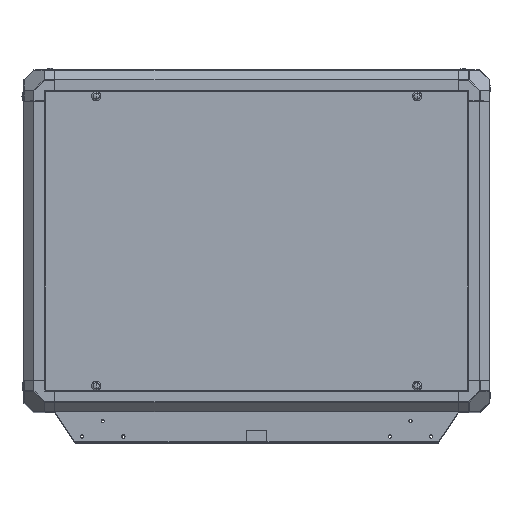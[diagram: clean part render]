
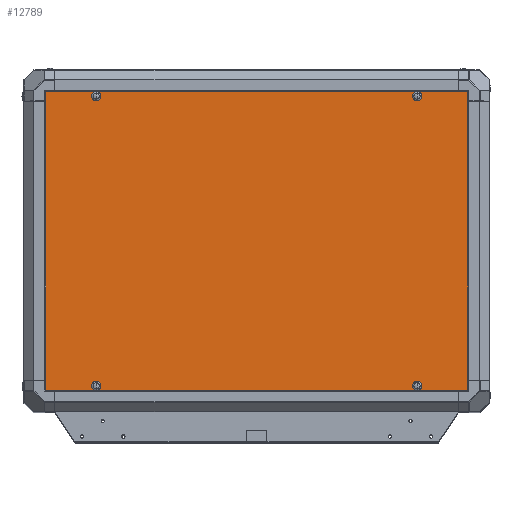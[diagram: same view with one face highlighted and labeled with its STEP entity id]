
A CAD part, top view. The second image highlights one B-rep face of the part: STEP entity #12789.
In plain terms, the highlighted planar face has unit normal (0, 0, 1).
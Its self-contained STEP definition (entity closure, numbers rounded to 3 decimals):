
#147 = CARTESIAN_POINT ( 'NONE',  ( 310., 579.8, 590. ) ) ;
#273 = EDGE_CURVE ( 'NONE', #13227, #51476, #39059, .T. ) ;
#604 = DIRECTION ( 'NONE',  ( 1., 0., 0. ) ) ;
#888 = CIRCLE ( 'NONE', #66841, 6. ) ;
#1201 = CARTESIAN_POINT ( 'NONE',  ( 304., 579.8, 590. ) ) ;
#2143 = EDGE_CURVE ( 'NONE', #47570, #58800, #23128, .T. ) ;
#2768 = EDGE_CURVE ( 'NONE', #81720, #3196, #888, .T. ) ;
#3196 = VERTEX_POINT ( 'NONE', #1201 ) ;
#3331 = CARTESIAN_POINT ( 'NONE',  ( -408.013, 588.093, 590. ) ) ;
#4415 = CARTESIAN_POINT ( 'NONE',  ( 0., 299.8, 590. ) ) ;
#4534 = AXIS2_PLACEMENT_3D ( 'NONE', #44213, #64430, #82965 ) ;
#6316 = EDGE_CURVE ( 'NONE', #74117, #50605, #27434, .T. ) ;
#7605 = VECTOR ( 'NONE', #28896, 1000. ) ;
#8455 = ORIENTED_EDGE ( 'NONE', *, *, #18659, .F. ) ;
#9704 = CARTESIAN_POINT ( 'NONE',  ( 408.013, 11.507, 590. ) ) ;
#10082 = CIRCLE ( 'NONE', #40300, 6. ) ;
#11140 = DIRECTION ( 'NONE',  ( -1., 0., 0. ) ) ;
#12098 = AXIS2_PLACEMENT_3D ( 'NONE', #29190, #24014, #49415 ) ;
#12789 = ADVANCED_FACE ( 'NONE', ( #76302, #77141, #63821, #50890, #81942 ), #29832, .T. ) ;
#13227 = VERTEX_POINT ( 'NONE', #55760 ) ;
#14350 = DIRECTION ( 'NONE',  ( 0., 0., 1. ) ) ;
#16124 = CARTESIAN_POINT ( 'NONE',  ( 310., 19.8, 590. ) ) ;
#16927 = EDGE_LOOP ( 'NONE', ( #36460, #68082, #51245, #38232 ) ) ;
#17390 = DIRECTION ( 'NONE',  ( 1., 0., 0. ) ) ;
#17768 = ORIENTED_EDGE ( 'NONE', *, *, #66418, .F. ) ;
#17967 = VERTEX_POINT ( 'NONE', #44443 ) ;
#18020 = CARTESIAN_POINT ( 'NONE',  ( 408.043, 588.063, 590. ) ) ;
#18659 = EDGE_CURVE ( 'NONE', #50605, #74117, #68532, .T. ) ;
#20566 = AXIS2_PLACEMENT_3D ( 'NONE', #60900, #46698, #35074 ) ;
#21513 = ORIENTED_EDGE ( 'NONE', *, *, #6316, .F. ) ;
#22529 = VERTEX_POINT ( 'NONE', #29666 ) ;
#22747 = CARTESIAN_POINT ( 'NONE',  ( 408.013, 588.063, 590. ) ) ;
#23128 = LINE ( 'NONE', #3331, #50300 ) ;
#23814 = CARTESIAN_POINT ( 'NONE',  ( 316., 19.8, 590. ) ) ;
#23938 = EDGE_LOOP ( 'NONE', ( #26452, #77504 ) ) ;
#24014 = DIRECTION ( 'NONE',  ( 0., 0., 1. ) ) ;
#24447 = CARTESIAN_POINT ( 'NONE',  ( -304., 19.8, 590. ) ) ;
#26452 = ORIENTED_EDGE ( 'NONE', *, *, #2768, .F. ) ;
#27434 = CIRCLE ( 'NONE', #57694, 6. ) ;
#28896 = DIRECTION ( 'NONE',  ( 1., 0., 0. ) ) ;
#29183 = EDGE_CURVE ( 'NONE', #17967, #63310, #53559, .T. ) ;
#29190 = CARTESIAN_POINT ( 'NONE',  ( 310., 19.8, 590. ) ) ;
#29666 = CARTESIAN_POINT ( 'NONE',  ( 408.013, 11.537, 590. ) ) ;
#29707 = EDGE_CURVE ( 'NONE', #33227, #47570, #49892, .T. ) ;
#29832 = PLANE ( 'NONE',  #31849 ) ;
#31849 = AXIS2_PLACEMENT_3D ( 'NONE', #4415, #36728, #83608 ) ;
#32208 = ORIENTED_EDGE ( 'NONE', *, *, #29183, .F. ) ;
#33227 = VERTEX_POINT ( 'NONE', #22747 ) ;
#35074 = DIRECTION ( 'NONE',  ( 1., 0., 0. ) ) ;
#36460 = ORIENTED_EDGE ( 'NONE', *, *, #2143, .T. ) ;
#36728 = DIRECTION ( 'NONE',  ( 0., 0., 1. ) ) ;
#36887 = DIRECTION ( 'NONE',  ( 0., -1., 0. ) ) ;
#38232 = ORIENTED_EDGE ( 'NONE', *, *, #29707, .T. ) ;
#39059 = CIRCLE ( 'NONE', #41843, 6. ) ;
#39765 = CARTESIAN_POINT ( 'NONE',  ( -310., 19.8, 590. ) ) ;
#40300 = AXIS2_PLACEMENT_3D ( 'NONE', #39765, #46227, #72492 ) ;
#41843 = AXIS2_PLACEMENT_3D ( 'NONE', #51146, #50302, #51573 ) ;
#44213 = CARTESIAN_POINT ( 'NONE',  ( -310., 579.8, 590. ) ) ;
#44443 = CARTESIAN_POINT ( 'NONE',  ( -304., 579.8, 590. ) ) ;
#46227 = DIRECTION ( 'NONE',  ( 0., 0., 1. ) ) ;
#46698 = DIRECTION ( 'NONE',  ( 0., 0., 1. ) ) ;
#47570 = VERTEX_POINT ( 'NONE', #72287 ) ;
#49415 = DIRECTION ( 'NONE',  ( 1., 0., 0. ) ) ;
#49892 = LINE ( 'NONE', #18020, #66045 ) ;
#50300 = VECTOR ( 'NONE', #36887, 1000. ) ;
#50302 = DIRECTION ( 'NONE',  ( 0., 0., 1. ) ) ;
#50605 = VERTEX_POINT ( 'NONE', #23814 ) ;
#50890 = FACE_BOUND ( 'NONE', #72736, .T. ) ;
#51146 = CARTESIAN_POINT ( 'NONE',  ( -310., 19.8, 590. ) ) ;
#51245 = ORIENTED_EDGE ( 'NONE', *, *, #61897, .T. ) ;
#51476 = VERTEX_POINT ( 'NONE', #24447 ) ;
#51478 = CIRCLE ( 'NONE', #65251, 6. ) ;
#51573 = DIRECTION ( 'NONE',  ( 1., 0., 0. ) ) ;
#51983 = EDGE_CURVE ( 'NONE', #58800, #22529, #63319, .T. ) ;
#53559 = CIRCLE ( 'NONE', #20566, 6. ) ;
#54062 = CIRCLE ( 'NONE', #4534, 6. ) ;
#54816 = DIRECTION ( 'NONE',  ( 0., 0., 1. ) ) ;
#54901 = LINE ( 'NONE', #9704, #57638 ) ;
#55616 = CARTESIAN_POINT ( 'NONE',  ( -408.043, 11.537, 590. ) ) ;
#55760 = CARTESIAN_POINT ( 'NONE',  ( -316., 19.8, 590. ) ) ;
#56194 = ORIENTED_EDGE ( 'NONE', *, *, #273, .F. ) ;
#57638 = VECTOR ( 'NONE', #82859, 1000. ) ;
#57694 = AXIS2_PLACEMENT_3D ( 'NONE', #16124, #81990, #17390 ) ;
#58800 = VERTEX_POINT ( 'NONE', #76597 ) ;
#60900 = CARTESIAN_POINT ( 'NONE',  ( -310., 579.8, 590. ) ) ;
#61897 = EDGE_CURVE ( 'NONE', #22529, #33227, #54901, .T. ) ;
#62334 = CARTESIAN_POINT ( 'NONE',  ( 316., 579.8, 590. ) ) ;
#63310 = VERTEX_POINT ( 'NONE', #64927 ) ;
#63319 = LINE ( 'NONE', #55616, #7605 ) ;
#63821 = FACE_BOUND ( 'NONE', #23938, .T. ) ;
#64430 = DIRECTION ( 'NONE',  ( 0., 0., 1. ) ) ;
#64927 = CARTESIAN_POINT ( 'NONE',  ( -316., 579.8, 590. ) ) ;
#65251 = AXIS2_PLACEMENT_3D ( 'NONE', #67309, #54816, #604 ) ;
#66009 = DIRECTION ( 'NONE',  ( 1., 0., 0. ) ) ;
#66045 = VECTOR ( 'NONE', #11140, 1000. ) ;
#66418 = EDGE_CURVE ( 'NONE', #51476, #13227, #10082, .T. ) ;
#66841 = AXIS2_PLACEMENT_3D ( 'NONE', #147, #14350, #66009 ) ;
#67309 = CARTESIAN_POINT ( 'NONE',  ( 310., 579.8, 590. ) ) ;
#68082 = ORIENTED_EDGE ( 'NONE', *, *, #51983, .T. ) ;
#68532 = CIRCLE ( 'NONE', #12098, 6. ) ;
#70950 = ORIENTED_EDGE ( 'NONE', *, *, #73691, .F. ) ;
#71637 = CARTESIAN_POINT ( 'NONE',  ( 304., 19.8, 590. ) ) ;
#72287 = CARTESIAN_POINT ( 'NONE',  ( -408.013, 588.063, 590. ) ) ;
#72492 = DIRECTION ( 'NONE',  ( 1., 0., 0. ) ) ;
#72736 = EDGE_LOOP ( 'NONE', ( #32208, #70950 ) ) ;
#73691 = EDGE_CURVE ( 'NONE', #63310, #17967, #54062, .T. ) ;
#74117 = VERTEX_POINT ( 'NONE', #71637 ) ;
#75484 = EDGE_LOOP ( 'NONE', ( #8455, #21513 ) ) ;
#76302 = FACE_BOUND ( 'NONE', #75484, .T. ) ;
#76597 = CARTESIAN_POINT ( 'NONE',  ( -408.013, 11.537, 590. ) ) ;
#77141 = FACE_BOUND ( 'NONE', #78729, .T. ) ;
#77504 = ORIENTED_EDGE ( 'NONE', *, *, #82421, .F. ) ;
#78729 = EDGE_LOOP ( 'NONE', ( #17768, #56194 ) ) ;
#81720 = VERTEX_POINT ( 'NONE', #62334 ) ;
#81942 = FACE_OUTER_BOUND ( 'NONE', #16927, .T. ) ;
#81990 = DIRECTION ( 'NONE',  ( 0., 0., 1. ) ) ;
#82421 = EDGE_CURVE ( 'NONE', #3196, #81720, #51478, .T. ) ;
#82859 = DIRECTION ( 'NONE',  ( 0., 1., 0. ) ) ;
#82965 = DIRECTION ( 'NONE',  ( 1., 0., 0. ) ) ;
#83608 = DIRECTION ( 'NONE',  ( 1., 0., 0. ) ) ;
